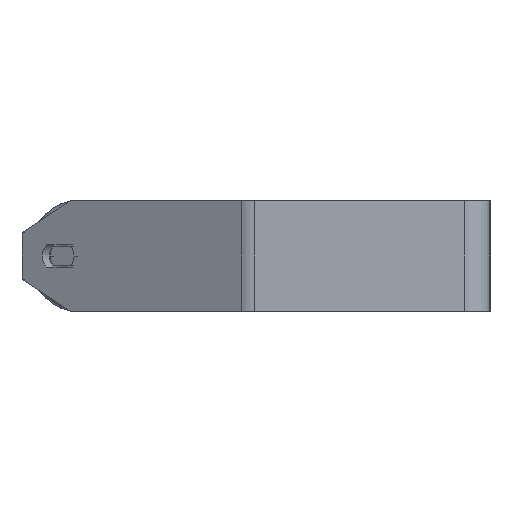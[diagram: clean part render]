
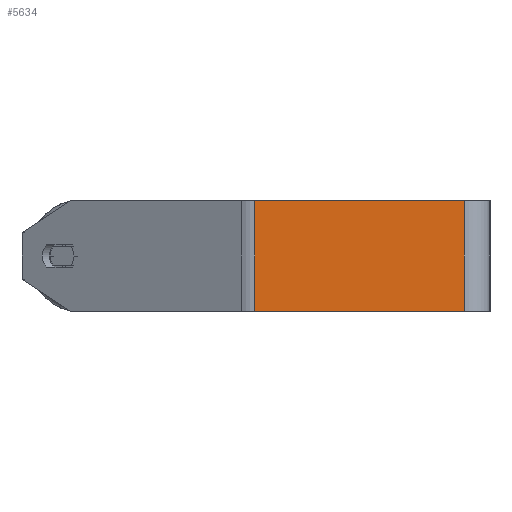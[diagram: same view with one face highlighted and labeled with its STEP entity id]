
A CAD part, left-side view. The second image highlights one B-rep face of the part: STEP entity #5634.
In plain terms, the highlighted planar face has unit normal (-1, 0, 0).
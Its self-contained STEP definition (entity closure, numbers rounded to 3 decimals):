
#24 = DIRECTION ( 'NONE',  ( 1., 0., 0. ) ) ;
#282 = CARTESIAN_POINT ( 'NONE',  ( -500., 130.835, -30. ) ) ;
#847 = CARTESIAN_POINT ( 'NONE',  ( -500., 130.835, 30. ) ) ;
#1056 = VERTEX_POINT ( 'NONE', #8460 ) ;
#1314 = EDGE_LOOP ( 'NONE', ( #7972, #2956, #1588, #4519 ) ) ;
#1386 = LINE ( 'NONE', #4222, #1711 ) ;
#1588 = ORIENTED_EDGE ( 'NONE', *, *, #7812, .F. ) ;
#1672 = EDGE_CURVE ( 'NONE', #1056, #7921, #1386, .T. ) ;
#1711 = VECTOR ( 'NONE', #4926, 1000. ) ;
#1919 = VERTEX_POINT ( 'NONE', #5321 ) ;
#1955 = VECTOR ( 'NONE', #6915, 1000. ) ;
#2071 = DIRECTION ( 'NONE',  ( 0., 0., -1. ) ) ;
#2085 = AXIS2_PLACEMENT_3D ( 'NONE', #7452, #24, #2717 ) ;
#2279 = VERTEX_POINT ( 'NONE', #7832 ) ;
#2717 = DIRECTION ( 'NONE',  ( 0., 0., -1. ) ) ;
#2956 = ORIENTED_EDGE ( 'NONE', *, *, #3144, .F. ) ;
#3144 = EDGE_CURVE ( 'NONE', #2279, #1919, #6167, .T. ) ;
#3360 = FACE_OUTER_BOUND ( 'NONE', #1314, .T. ) ;
#3934 = VECTOR ( 'NONE', #2071, 1000. ) ;
#4155 = CARTESIAN_POINT ( 'NONE',  ( -500., 14., 30. ) ) ;
#4222 = CARTESIAN_POINT ( 'NONE',  ( -500., 127.083, 30. ) ) ;
#4341 = EDGE_CURVE ( 'NONE', #7921, #1919, #4431, .T. ) ;
#4431 = LINE ( 'NONE', #282, #7347 ) ;
#4519 = ORIENTED_EDGE ( 'NONE', *, *, #1672, .T. ) ;
#4926 = DIRECTION ( 'NONE',  ( 0., 0., -1. ) ) ;
#5321 = CARTESIAN_POINT ( 'NONE',  ( -500., 14., -30. ) ) ;
#5634 = ADVANCED_FACE ( 'NONE', ( #3360 ), #8790, .F. ) ;
#6167 = LINE ( 'NONE', #4155, #3934 ) ;
#6915 = DIRECTION ( 'NONE',  ( 0., -1., 0. ) ) ;
#7347 = VECTOR ( 'NONE', #8326, 1000. ) ;
#7452 = CARTESIAN_POINT ( 'NONE',  ( -500., 130.835, 30. ) ) ;
#7755 = CARTESIAN_POINT ( 'NONE',  ( -500., 127.083, -30. ) ) ;
#7812 = EDGE_CURVE ( 'NONE', #1056, #2279, #8196, .T. ) ;
#7832 = CARTESIAN_POINT ( 'NONE',  ( -500., 14., 30. ) ) ;
#7921 = VERTEX_POINT ( 'NONE', #7755 ) ;
#7972 = ORIENTED_EDGE ( 'NONE', *, *, #4341, .T. ) ;
#8196 = LINE ( 'NONE', #847, #1955 ) ;
#8326 = DIRECTION ( 'NONE',  ( 0., -1., 0. ) ) ;
#8460 = CARTESIAN_POINT ( 'NONE',  ( -500., 127.083, 30. ) ) ;
#8790 = PLANE ( 'NONE',  #2085 ) ;
